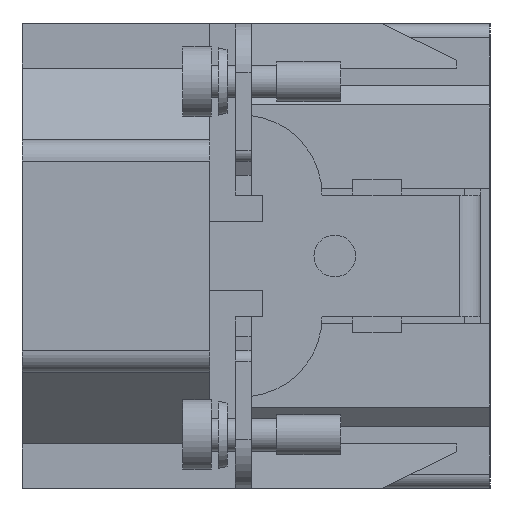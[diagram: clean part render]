
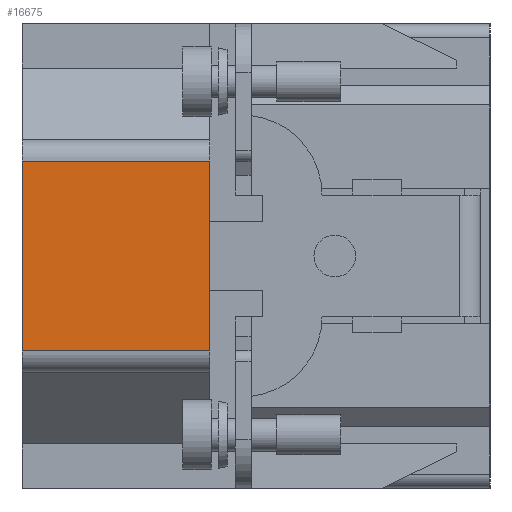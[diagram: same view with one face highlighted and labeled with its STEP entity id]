
A CAD part, left-side view. The second image highlights one B-rep face of the part: STEP entity #16675.
In plain terms, the highlighted planar face has unit normal (-1, 0, 0).
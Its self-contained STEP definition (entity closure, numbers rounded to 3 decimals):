
#1951 = DIRECTION ( 'NONE',  ( 0., 0., 1. ) ) ;
#1952 = CARTESIAN_POINT ( 'NONE',  ( -55., 19.75, -6.822 ) ) ;
#7988 = FACE_OUTER_BOUND ( 'NONE', #14415, .T. ) ;
#9324 = DIRECTION ( 'NONE',  ( 0., 0., -1. ) ) ;
#9328 = DIRECTION ( 'NONE',  ( 1., 0., 0. ) ) ;
#9330 = CARTESIAN_POINT ( 'NONE',  ( -55., 33.25, -6.822 ) ) ;
#9332 = PLANE ( 'NONE',  #18644 ) ;
#12907 = EDGE_CURVE ( 'NONE', #13896, #13895, #23677, .T. ) ;
#12960 = EDGE_CURVE ( 'NONE', #14042, #14043, #23724, .T. ) ;
#13019 = EDGE_CURVE ( 'NONE', #14042, #13896, #23775, .T. ) ;
#13020 = EDGE_CURVE ( 'NONE', #14043, #13895, #23776, .T. ) ;
#13895 = VERTEX_POINT ( 'NONE', #19378 ) ;
#13896 = VERTEX_POINT ( 'NONE', #19373 ) ;
#14042 = VERTEX_POINT ( 'NONE', #19134 ) ;
#14043 = VERTEX_POINT ( 'NONE', #19122 ) ;
#14415 = EDGE_LOOP ( 'NONE', ( #23405, #23404, #23407, #23402 ) ) ;
#16675 = ADVANCED_FACE ( 'NONE', ( #7988 ), #9332, .F. ) ;
#18644 = AXIS2_PLACEMENT_3D ( 'NONE', #9330, #9328, #9324 ) ;
#19122 = CARTESIAN_POINT ( 'NONE',  ( -55., 33.25, 6.822 ) ) ;
#19134 = CARTESIAN_POINT ( 'NONE',  ( -55., 33.25, -6.822 ) ) ;
#19373 = CARTESIAN_POINT ( 'NONE',  ( -55., 19.75, -6.822 ) ) ;
#19378 = CARTESIAN_POINT ( 'NONE',  ( -55., 19.75, 6.822 ) ) ;
#20825 = DIRECTION ( 'NONE',  ( 0., -1., 0. ) ) ;
#20829 = CARTESIAN_POINT ( 'NONE',  ( -55., 33.25, 6.822 ) ) ;
#20832 = DIRECTION ( 'NONE',  ( 0., -1., 0. ) ) ;
#20836 = CARTESIAN_POINT ( 'NONE',  ( -55., 33.25, -6.822 ) ) ;
#21207 = VECTOR ( 'NONE', #1951, 1000. ) ;
#21678 = VECTOR ( 'NONE', #26109, 1000. ) ;
#21771 = VECTOR ( 'NONE', #20825, 1000. ) ;
#21776 = VECTOR ( 'NONE', #20832, 1000. ) ;
#23402 = ORIENTED_EDGE ( 'NONE', *, *, #13019, .T. ) ;
#23404 = ORIENTED_EDGE ( 'NONE', *, *, #13020, .F. ) ;
#23405 = ORIENTED_EDGE ( 'NONE', *, *, #12907, .T. ) ;
#23407 = ORIENTED_EDGE ( 'NONE', *, *, #12960, .F. ) ;
#23677 = LINE ( 'NONE', #1952, #21207 ) ;
#23724 = LINE ( 'NONE', #26114, #21678 ) ;
#23775 = LINE ( 'NONE', #20836, #21776 ) ;
#23776 = LINE ( 'NONE', #20829, #21771 ) ;
#26109 = DIRECTION ( 'NONE',  ( 0., 0., 1. ) ) ;
#26114 = CARTESIAN_POINT ( 'NONE',  ( -55., 33.25, -6.822 ) ) ;
